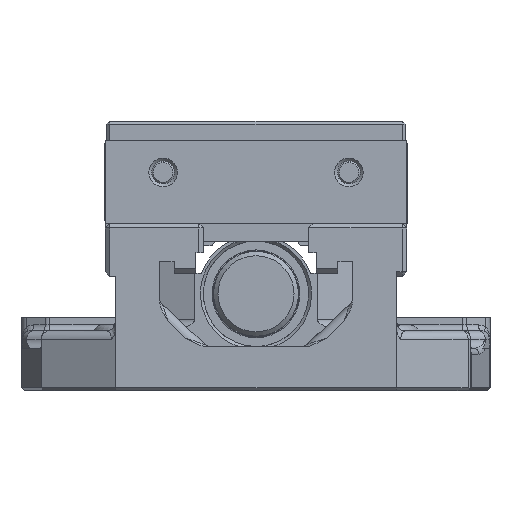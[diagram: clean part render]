
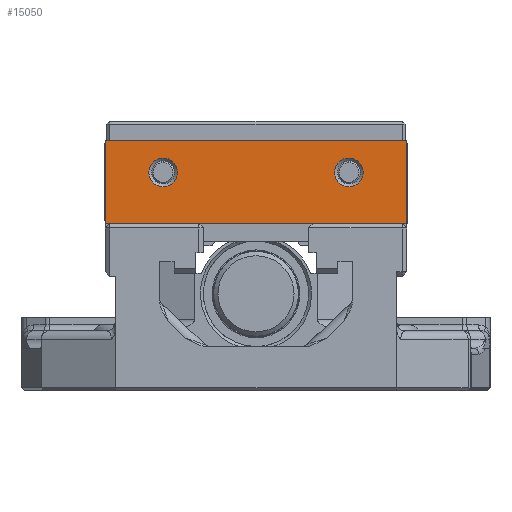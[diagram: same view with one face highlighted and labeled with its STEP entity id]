
A CAD part, left-side view. The second image highlights one B-rep face of the part: STEP entity #15050.
In plain terms, the highlighted face is planar.
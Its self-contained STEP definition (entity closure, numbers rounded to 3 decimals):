
#909=FACE_BOUND($,#3316,.T.);
#910=FACE_BOUND($,#3317,.T.);
#1516=CIRCLE($,#16474,4.899);
#1517=CIRCLE($,#16476,4.899);
#2327=FACE_OUTER_BOUND($,#3315,.T.);
#3315=EDGE_LOOP($,(#12645,#12646,#12647,#12648));
#3316=EDGE_LOOP($,(#12649));
#3317=EDGE_LOOP($,(#12650));
#4433=LINE($,#27649,#5620);
#4434=LINE($,#27651,#5621);
#4435=LINE($,#27653,#5622);
#4436=LINE($,#27654,#5623);
#5620=VECTOR($,#20137,28.5);
#5621=VECTOR($,#20138,103.);
#5622=VECTOR($,#20139,28.5);
#5623=VECTOR($,#20140,103.);
#6935=VERTEX_POINT($,#27644);
#6936=VERTEX_POINT($,#27647);
#6937=VERTEX_POINT($,#27648);
#6938=VERTEX_POINT($,#27650);
#6939=VERTEX_POINT($,#27652);
#6940=VERTEX_POINT($,#27655);
#8870=EDGE_CURVE($,#6935,#6935,#1516,.T.);
#8871=EDGE_CURVE($,#6936,#6937,#4433,.T.);
#8872=EDGE_CURVE($,#6937,#6938,#4434,.T.);
#8873=EDGE_CURVE($,#6938,#6939,#4435,.T.);
#8874=EDGE_CURVE($,#6936,#6939,#4436,.T.);
#8875=EDGE_CURVE($,#6940,#6940,#1517,.T.);
#12645=ORIENTED_EDGE($,*,*,#8871,.T.);
#12646=ORIENTED_EDGE($,*,*,#8872,.T.);
#12647=ORIENTED_EDGE($,*,*,#8873,.T.);
#12648=ORIENTED_EDGE($,*,*,#8874,.F.);
#12649=ORIENTED_EDGE($,*,*,#8875,.F.);
#12650=ORIENTED_EDGE($,*,*,#8870,.F.);
#13678=PLANE($,#16475);
#15050=ADVANCED_FACE($,(#2327,#909,#910),#13678,.T.);
#16474=AXIS2_PLACEMENT_3D($,#27645,#20133,#20134);
#16475=AXIS2_PLACEMENT_3D($,#27646,#20135,#20136);
#16476=AXIS2_PLACEMENT_3D($,#27656,#20141,#20142);
#20133=DIRECTION('center_axis',(1.,0.,0.));
#20134=DIRECTION('ref_axis',(0.,-0.581,-0.814));
#20135=DIRECTION('center_axis',(1.,0.,0.));
#20136=DIRECTION('ref_axis',(0.,0.,-1.));
#20137=DIRECTION($,(0.,-1.,0.));
#20138=DIRECTION($,(0.,0.,-1.));
#20139=DIRECTION($,(0.,1.,0.));
#20140=DIRECTION($,(0.,0.,-1.));
#20141=DIRECTION('center_axis',(1.,0.,0.));
#20142=DIRECTION('ref_axis',(0.,-0.581,-0.814));
#27644=CARTESIAN_POINT('',(157.74,74.65,-36.649));
#27645=CARTESIAN_POINT('Origin',(157.74,74.65,-31.75));
#27646=CARTESIAN_POINT('Origin',(157.74,57.15,0.));
#27647=CARTESIAN_POINT('',(157.74,85.65,51.5));
#27648=CARTESIAN_POINT('',(157.74,57.15,51.5));
#27649=CARTESIAN_POINT($,(157.74,85.65,51.5));
#27650=CARTESIAN_POINT('',(157.74,57.15,-51.5));
#27651=CARTESIAN_POINT($,(157.74,57.15,51.5));
#27652=CARTESIAN_POINT('',(157.74,85.65,-51.5));
#27653=CARTESIAN_POINT($,(157.74,57.15,-51.5));
#27654=CARTESIAN_POINT($,(157.74,85.65,51.5));
#27655=CARTESIAN_POINT('',(157.74,74.65,26.851));
#27656=CARTESIAN_POINT('Origin',(157.74,74.65,31.75));
